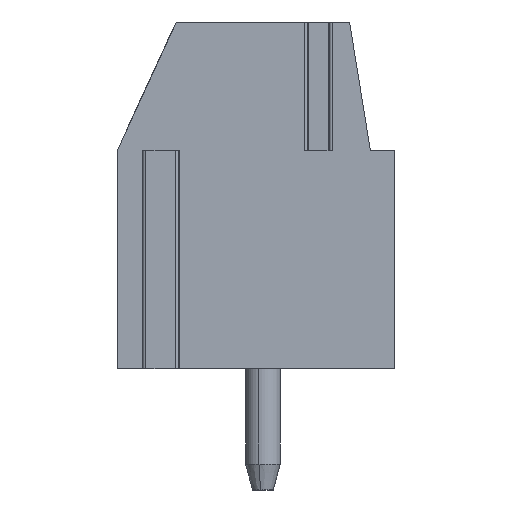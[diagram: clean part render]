
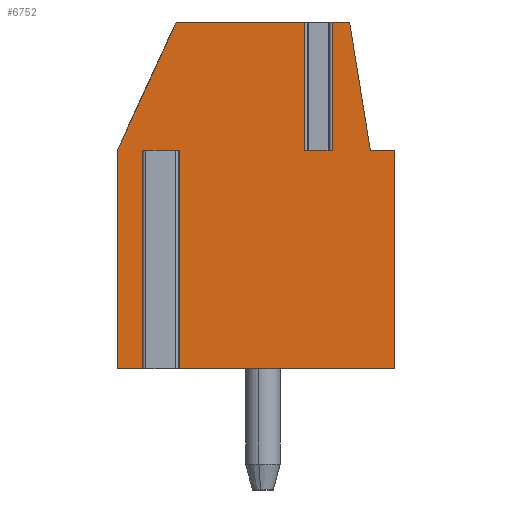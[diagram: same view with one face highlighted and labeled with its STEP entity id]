
A CAD part, left-side view. The second image highlights one B-rep face of the part: STEP entity #6752.
In plain terms, the highlighted planar face has unit normal (-1, 0, 0).
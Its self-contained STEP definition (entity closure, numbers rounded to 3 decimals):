
#6714=AXIS2_PLACEMENT_3D('Plane Axis2P3D',#6711,#6712,#6713) ;
#226=CARTESIAN_POINT('Line Origine',(0.5,1.,11.65)) ;
#230=CARTESIAN_POINT('Vertex',(0.5,1.3,13.5)) ;
#232=CARTESIAN_POINT('Vertex',(0.5,0.7,9.8)) ;
#266=CARTESIAN_POINT('Line Origine',(0.5,0.35,9.8)) ;
#270=CARTESIAN_POINT('Vertex',(0.5,0.,9.8)) ;
#297=CARTESIAN_POINT('Line Origine',(0.5,7.15,11.65)) ;
#301=CARTESIAN_POINT('Vertex',(0.5,6.3,13.5)) ;
#303=CARTESIAN_POINT('Vertex',(0.5,8.,9.8)) ;
#1386=CARTESIAN_POINT('Line Origine',(0.5,0.,6.65)) ;
#1390=CARTESIAN_POINT('Vertex',(0.5,0.,3.5)) ;
#2122=CARTESIAN_POINT('Line Origine',(0.5,8.,6.65)) ;
#2126=CARTESIAN_POINT('Vertex',(0.5,8.,3.5)) ;
#2566=CARTESIAN_POINT('Line Origine',(0.5,4.447,13.5)) ;
#2570=CARTESIAN_POINT('Vertex',(0.5,2.594,13.5)) ;
#2619=CARTESIAN_POINT('Vertex',(0.5,1.806,13.5)) ;
#2622=CARTESIAN_POINT('Line Origine',(0.5,1.553,13.5)) ;
#3185=CARTESIAN_POINT('Line Origine',(0.5,3.218,3.5)) ;
#3189=CARTESIAN_POINT('Vertex',(0.5,6.435,3.5)) ;
#3224=CARTESIAN_POINT('Vertex',(0.5,7.065,3.5)) ;
#3227=CARTESIAN_POINT('Line Origine',(0.5,7.533,3.5)) ;
#6349=CARTESIAN_POINT('Vertex',(0.5,6.435,9.8)) ;
#6359=CARTESIAN_POINT('Line Origine',(0.5,6.435,6.65)) ;
#6371=CARTESIAN_POINT('Line Origine',(0.5,6.75,9.8)) ;
#6375=CARTESIAN_POINT('Vertex',(0.5,7.065,9.8)) ;
#6469=CARTESIAN_POINT('Line Origine',(0.5,7.065,6.65)) ;
#6711=CARTESIAN_POINT('Axis2P3D Location',(0.5,6.241,14.3)) ;
#6716=CARTESIAN_POINT('Line Origine',(0.5,1.806,11.65)) ;
#6720=CARTESIAN_POINT('Vertex',(0.5,1.806,9.8)) ;
#6723=CARTESIAN_POINT('Line Origine',(0.5,2.2,9.8)) ;
#6727=CARTESIAN_POINT('Vertex',(0.5,2.594,9.8)) ;
#6730=CARTESIAN_POINT('Line Origine',(0.5,2.594,11.65)) ;
#227=DIRECTION('Vector Direction',(0.,-0.16,-0.987)) ;
#267=DIRECTION('Vector Direction',(0.,-1.,0.)) ;
#298=DIRECTION('Vector Direction',(0.,0.418,-0.909)) ;
#1387=DIRECTION('Vector Direction',(0.,0.,-1.)) ;
#2123=DIRECTION('Vector Direction',(0.,0.,1.)) ;
#2567=DIRECTION('Vector Direction',(0.,-1.,0.)) ;
#2623=DIRECTION('Vector Direction',(0.,-1.,0.)) ;
#3186=DIRECTION('Vector Direction',(0.,1.,0.)) ;
#3228=DIRECTION('Vector Direction',(0.,1.,0.)) ;
#6360=DIRECTION('Vector Direction',(0.,0.,1.)) ;
#6372=DIRECTION('Vector Direction',(0.,1.,0.)) ;
#6470=DIRECTION('Vector Direction',(0.,0.,1.)) ;
#6712=DIRECTION('Axis2P3D Direction',(1.,0.,0.)) ;
#6713=DIRECTION('Axis2P3D XDirection',(0.,0.,1.)) ;
#6717=DIRECTION('Vector Direction',(0.,0.,1.)) ;
#6724=DIRECTION('Vector Direction',(0.,1.,0.)) ;
#6731=DIRECTION('Vector Direction',(0.,0.,1.)) ;
#228=VECTOR('Line Direction',#227,1.) ;
#268=VECTOR('Line Direction',#267,1.) ;
#299=VECTOR('Line Direction',#298,1.) ;
#1388=VECTOR('Line Direction',#1387,1.) ;
#2124=VECTOR('Line Direction',#2123,1.) ;
#2568=VECTOR('Line Direction',#2567,1.) ;
#2624=VECTOR('Line Direction',#2623,1.) ;
#3187=VECTOR('Line Direction',#3186,1.) ;
#3229=VECTOR('Line Direction',#3228,1.) ;
#6361=VECTOR('Line Direction',#6360,1.) ;
#6373=VECTOR('Line Direction',#6372,1.) ;
#6471=VECTOR('Line Direction',#6470,1.) ;
#6718=VECTOR('Line Direction',#6717,1.) ;
#6725=VECTOR('Line Direction',#6724,1.) ;
#6732=VECTOR('Line Direction',#6731,1.) ;
#6736=ORIENTED_EDGE('',*,*,#6722,.F.) ;
#6737=ORIENTED_EDGE('',*,*,#6729,.T.) ;
#6738=ORIENTED_EDGE('',*,*,#6734,.T.) ;
#6739=ORIENTED_EDGE('',*,*,#2572,.F.) ;
#6740=ORIENTED_EDGE('',*,*,#305,.T.) ;
#6741=ORIENTED_EDGE('',*,*,#2128,.F.) ;
#6742=ORIENTED_EDGE('',*,*,#3231,.F.) ;
#6743=ORIENTED_EDGE('',*,*,#6473,.T.) ;
#6744=ORIENTED_EDGE('',*,*,#6377,.T.) ;
#6745=ORIENTED_EDGE('',*,*,#6363,.F.) ;
#6746=ORIENTED_EDGE('',*,*,#3191,.F.) ;
#6747=ORIENTED_EDGE('',*,*,#1392,.F.) ;
#6748=ORIENTED_EDGE('',*,*,#272,.F.) ;
#6749=ORIENTED_EDGE('',*,*,#234,.F.) ;
#6750=ORIENTED_EDGE('',*,*,#2626,.F.) ;
#6752=ADVANCED_FACE('PartBody',(#6751),#6715,.F.) ;
#234=EDGE_CURVE('',#231,#233,#229,.T.) ;
#272=EDGE_CURVE('',#233,#271,#269,.T.) ;
#305=EDGE_CURVE('',#302,#304,#300,.T.) ;
#1392=EDGE_CURVE('',#271,#1391,#1389,.T.) ;
#2128=EDGE_CURVE('',#2127,#304,#2125,.T.) ;
#2572=EDGE_CURVE('',#302,#2571,#2569,.T.) ;
#2626=EDGE_CURVE('',#2620,#231,#2625,.T.) ;
#3191=EDGE_CURVE('',#1391,#3190,#3188,.T.) ;
#3231=EDGE_CURVE('',#3225,#2127,#3230,.T.) ;
#6363=EDGE_CURVE('',#3190,#6350,#6362,.T.) ;
#6377=EDGE_CURVE('',#6376,#6350,#6374,.F.) ;
#6473=EDGE_CURVE('',#3225,#6376,#6472,.T.) ;
#6722=EDGE_CURVE('',#6721,#2620,#6719,.T.) ;
#6729=EDGE_CURVE('',#6721,#6728,#6726,.T.) ;
#6734=EDGE_CURVE('',#6728,#2571,#6733,.T.) ;
#6735=EDGE_LOOP('',(#6736,#6737,#6738,#6739,#6740,#6741,#6742,#6743,#6744,#6745,#6746,#6747,#6748,#6749,#6750)) ;
#6751=FACE_OUTER_BOUND('',#6735,.T.) ;
#229=LINE('Line',#226,#228) ;
#269=LINE('Line',#266,#268) ;
#300=LINE('Line',#297,#299) ;
#1389=LINE('Line',#1386,#1388) ;
#2125=LINE('Line',#2122,#2124) ;
#2569=LINE('Line',#2566,#2568) ;
#2625=LINE('Line',#2622,#2624) ;
#3188=LINE('Line',#3185,#3187) ;
#3230=LINE('Line',#3227,#3229) ;
#6362=LINE('Line',#6359,#6361) ;
#6374=LINE('Line',#6371,#6373) ;
#6472=LINE('Line',#6469,#6471) ;
#6719=LINE('Line',#6716,#6718) ;
#6726=LINE('Line',#6723,#6725) ;
#6733=LINE('Line',#6730,#6732) ;
#6715=PLANE('',#6714) ;
#231=VERTEX_POINT('',#230) ;
#233=VERTEX_POINT('',#232) ;
#271=VERTEX_POINT('',#270) ;
#302=VERTEX_POINT('',#301) ;
#304=VERTEX_POINT('',#303) ;
#1391=VERTEX_POINT('',#1390) ;
#2127=VERTEX_POINT('',#2126) ;
#2571=VERTEX_POINT('',#2570) ;
#2620=VERTEX_POINT('',#2619) ;
#3190=VERTEX_POINT('',#3189) ;
#3225=VERTEX_POINT('',#3224) ;
#6350=VERTEX_POINT('',#6349) ;
#6376=VERTEX_POINT('',#6375) ;
#6721=VERTEX_POINT('',#6720) ;
#6728=VERTEX_POINT('',#6727) ;
